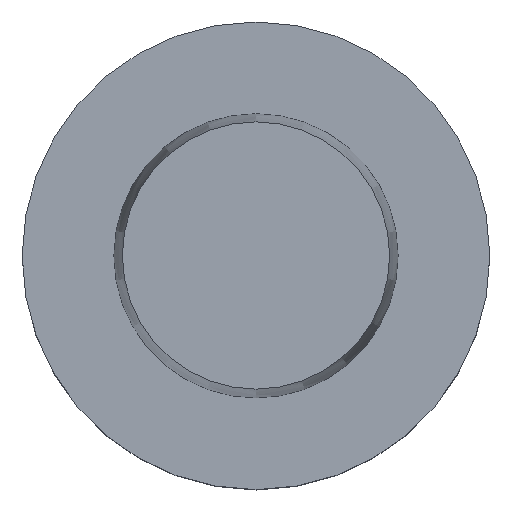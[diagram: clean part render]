
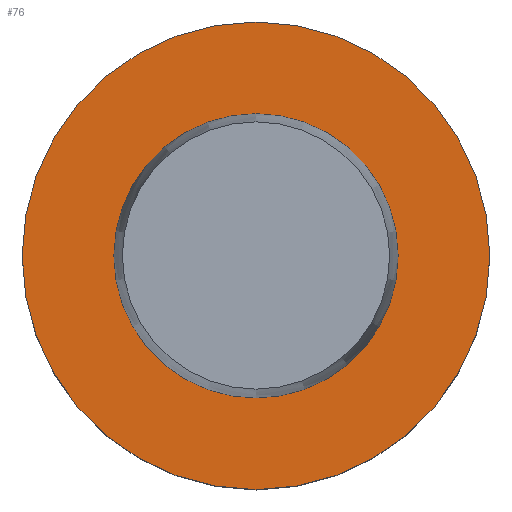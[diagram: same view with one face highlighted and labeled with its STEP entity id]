
A CAD part, top view. The second image highlights one B-rep face of the part: STEP entity #76.
In plain terms, the highlighted planar face has unit normal (0, 0, 1).
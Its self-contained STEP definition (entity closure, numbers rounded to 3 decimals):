
#76=ADVANCED_FACE('',(#97,#98),#99,.T.);
#97=FACE_OUTER_BOUND('',#149,.T.);
#98=FACE_BOUND('',#150,.T.);
#99=PLANE('',#151);
#149=EDGE_LOOP('',(#203));
#150=EDGE_LOOP('',(#204));
#151=AXIS2_PLACEMENT_3D('',#205,#206,#207);
#203=ORIENTED_EDGE('',*,*,#288,.F.);
#204=ORIENTED_EDGE('',*,*,#286,.T.);
#205=CARTESIAN_POINT('',(0.,25.325,0.));
#206=DIRECTION('',(0.,0.,1.0));
#207=DIRECTION('',(0.,-1.0,0.));
#286=EDGE_CURVE('',#303,#303,#304,.T.);
#288=EDGE_CURVE('',#307,#307,#308,.T.);
#303=VERTEX_POINT('',#337);
#304=CIRCLE('',#338,19.15);
#307=VERTEX_POINT('',#341);
#308=CIRCLE('',#342,31.5);
#337=CARTESIAN_POINT('',(0.,19.15,0.));
#338=AXIS2_PLACEMENT_3D('',#371,#372,#373);
#341=CARTESIAN_POINT('',(0.,31.5,0.));
#342=AXIS2_PLACEMENT_3D('',#377,#378,#379);
#371=CARTESIAN_POINT('',(0.0,0.0,0.0));
#372=DIRECTION('',(0.,0.,-1.0));
#373=DIRECTION('',(0.,1.0,0.));
#377=CARTESIAN_POINT('',(0.0,0.0,0.0));
#378=DIRECTION('',(0.,0.,-1.0));
#379=DIRECTION('',(0.,1.0,0.));
